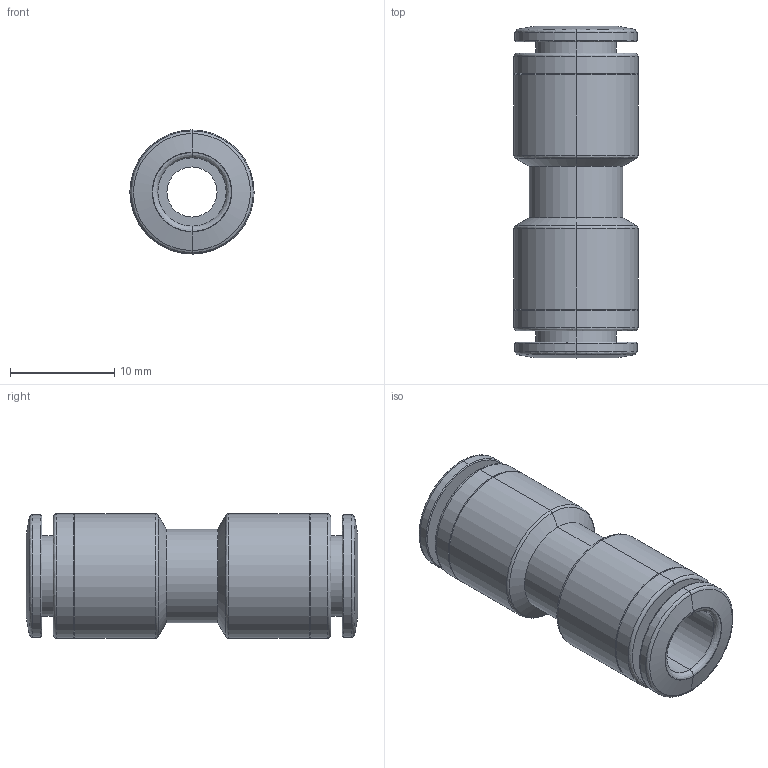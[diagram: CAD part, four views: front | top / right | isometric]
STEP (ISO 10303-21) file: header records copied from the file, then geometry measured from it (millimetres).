
FILE_DESCRIPTION (( 'STEP AP203' ), '1' );
FILE_NAME ('US14-B.step', '2024-06-20T14:21:25', ( '' ), ( '' ), 'SwSTEP 2.0', 'SolidWorks 2023', '' );
FILE_SCHEMA (( 'CONFIG_CONTROL_DESIGN' ));
Length unit declared in the file: inch
Products named in the file (1): US14-B
Bounding box: 11.9 x 31.8 x 11.9 mm (x, y, z)
Volume: 2034.4 mm3; surface area: 2201 mm2
Topology: 1 solids, 1 shells, 68 faces, 136 edges, 76 vertices
Faces by surface type: cylinder 24, bspline 20, cone 16, plane 8
Entity records: 2373 total; most frequent: CARTESIAN_POINT 931, DIRECTION 306, ORIENTED_EDGE 272, EDGE_CURVE 136, AXIS2_PLACEMENT_3D 133, CIRCLE 84, VERTEX_POINT 76, EDGE_LOOP 76
